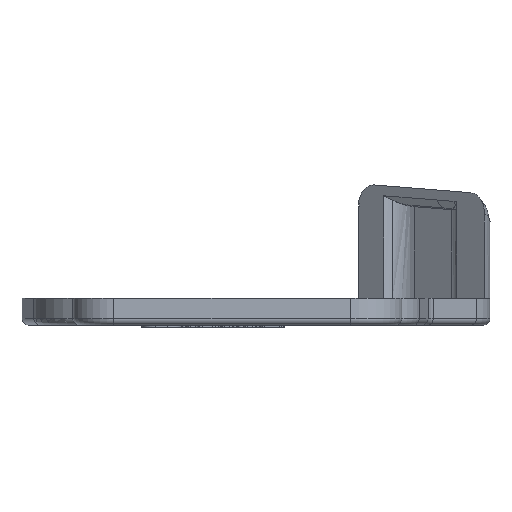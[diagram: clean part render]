
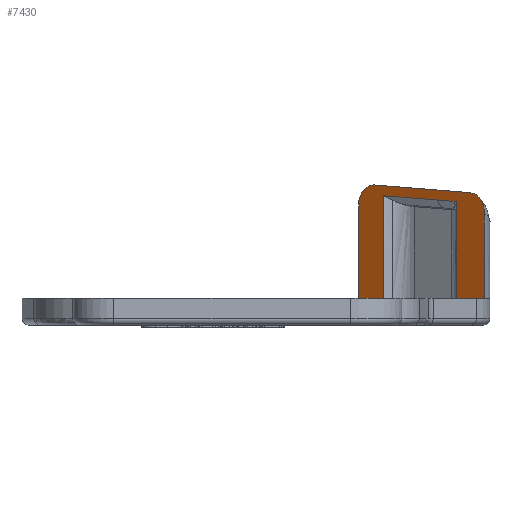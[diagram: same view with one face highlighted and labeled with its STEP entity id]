
A CAD part, left-side view. The second image highlights one B-rep face of the part: STEP entity #7430.
In plain terms, the highlighted planar face has unit normal (-0.79, 0.613, 0).
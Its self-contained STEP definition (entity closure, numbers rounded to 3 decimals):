
#7252=CARTESIAN_POINT('',(129.292,169.05,10.922));
#7253=DIRECTION('',(-0.79,0.613,-0.));
#7254=DIRECTION('',(-0.613,-0.79,-0.));
#7255=AXIS2_PLACEMENT_3D('',#7252,#7253,#7254);
#7256=PLANE('',#7255);
#7257=CARTESIAN_POINT('',(137.315,179.386,38.774));
#7258=VERTEX_POINT('',#7257);
#7259=CARTESIAN_POINT('',(137.315,179.386,8.));
#7260=VERTEX_POINT('',#7259);
#7261=CARTESIAN_POINT('',(137.315,179.386,38.774));
#7262=DIRECTION('',(0.,0.,-1.));
#7263=VECTOR('',#7262,30.774);
#7264=LINE('',#7261,#7263);
#7265=EDGE_CURVE('',#7258,#7260,#7264,.T.);
#7266=ORIENTED_EDGE('',*,*,#7265,.F.);
#7267=CARTESIAN_POINT('',(125.117,163.673,37.517));
#7268=VERTEX_POINT('',#7267);
#7269=CARTESIAN_POINT('',(125.117,163.673,37.517));
#7270=CARTESIAN_POINT('',(129.183,168.911,37.935));
#7271=CARTESIAN_POINT('',(133.249,174.148,38.354));
#7272=CARTESIAN_POINT('',(137.315,179.386,38.774));
#7273=B_SPLINE_CURVE_WITH_KNOTS('',3,(#7269,#7270,#7271,#7272),.UNSPECIFIED.,.F.,.F.,(4,4),(0.,0.02),.UNSPECIFIED.);
#7274=EDGE_CURVE('',#7268,#7258,#7273,.T.);
#7275=ORIENTED_EDGE('',*,*,#7274,.F.);
#7276=CARTESIAN_POINT('',(120.98,158.343,37.092));
#7277=VERTEX_POINT('',#7276);
#7278=CARTESIAN_POINT('',(125.117,163.673,37.517));
#7279=CARTESIAN_POINT('',(123.738,161.897,37.376));
#7280=CARTESIAN_POINT('',(122.359,160.12,37.234));
#7281=CARTESIAN_POINT('',(120.98,158.343,37.092));
#7282=B_SPLINE_CURVE_WITH_KNOTS('',3,(#7278,#7279,#7280,#7281),.UNSPECIFIED.,.F.,.F.,(4,4),(0.,0.007),.UNSPECIFIED.);
#7283=EDGE_CURVE('',#7268,#7277,#7282,.T.);
#7284=ORIENTED_EDGE('',*,*,#7283,.T.);
#7285=CARTESIAN_POINT('',(120.359,157.543,37.029));
#7286=VERTEX_POINT('',#7285);
#7287=CARTESIAN_POINT('',(120.359,157.543,37.029));
#7288=CARTESIAN_POINT('',(120.566,157.81,37.05));
#7289=CARTESIAN_POINT('',(120.773,158.077,37.071));
#7290=CARTESIAN_POINT('',(120.98,158.343,37.092));
#7291=B_SPLINE_CURVE_WITH_KNOTS('',3,(#7287,#7288,#7289,#7290),.UNSPECIFIED.,.F.,.F.,(4,4),(0.,0.001),.UNSPECIFIED.);
#7292=EDGE_CURVE('',#7286,#7277,#7291,.T.);
#7293=ORIENTED_EDGE('',*,*,#7292,.F.);
#7294=CARTESIAN_POINT('',(120.359,157.543,8.));
#7295=VERTEX_POINT('',#7294);
#7296=CARTESIAN_POINT('',(120.359,157.543,8.));
#7297=DIRECTION('',(-0.,-0.,1.));
#7298=VECTOR('',#7297,29.029);
#7299=LINE('',#7296,#7298);
#7300=EDGE_CURVE('',#7295,#7286,#7299,.T.);
#7301=ORIENTED_EDGE('',*,*,#7300,.F.);
#7302=CARTESIAN_POINT('',(113.918,149.247,8.));
#7303=VERTEX_POINT('',#7302);
#7304=CARTESIAN_POINT('',(113.918,149.247,8.));
#7305=DIRECTION('',(0.613,0.79,0.));
#7306=VECTOR('',#7305,10.503);
#7307=LINE('',#7304,#7306);
#7308=EDGE_CURVE('',#7303,#7295,#7307,.T.);
#7309=ORIENTED_EDGE('',*,*,#7308,.F.);
#7310=CARTESIAN_POINT('',(113.918,149.247,33.615));
#7311=VERTEX_POINT('',#7310);
#7312=CARTESIAN_POINT('',(113.918,149.247,33.615));
#7313=DIRECTION('',(0.,-0.,-1.));
#7314=VECTOR('',#7313,25.615);
#7315=LINE('',#7312,#7314);
#7316=EDGE_CURVE('',#7311,#7303,#7315,.T.);
#7317=ORIENTED_EDGE('',*,*,#7316,.F.);
#7318=CARTESIAN_POINT('',(117.113,153.362,39.7));
#7319=VERTEX_POINT('',#7318);
#7320=CARTESIAN_POINT('',(117.113,153.362,39.7));
#7321=CARTESIAN_POINT('',(116.885,153.069,39.676));
#7322=CARTESIAN_POINT('',(116.664,152.784,39.614));
#7323=CARTESIAN_POINT('',(116.448,152.506,39.515));
#7324=CARTESIAN_POINT('',(116.34,152.366,39.465));
#7325=CARTESIAN_POINT('',(116.233,152.229,39.406));
#7326=CARTESIAN_POINT('',(116.128,152.094,39.337));
#7327=CARTESIAN_POINT('',(116.023,151.958,39.268));
#7328=CARTESIAN_POINT('',(115.919,151.825,39.19));
#7329=CARTESIAN_POINT('',(115.82,151.697,39.104));
#7330=CARTESIAN_POINT('',(115.621,151.44,38.932));
#7331=CARTESIAN_POINT('',(115.434,151.2,38.728));
#7332=CARTESIAN_POINT('',(115.26,150.975,38.493));
#7333=CARTESIAN_POINT('',(115.173,150.863,38.376));
#7334=CARTESIAN_POINT('',(115.088,150.754,38.25));
#7335=CARTESIAN_POINT('',(115.009,150.652,38.119));
#7336=CARTESIAN_POINT('',(114.929,150.55,37.988));
#7337=CARTESIAN_POINT('',(114.854,150.453,37.852));
#7338=CARTESIAN_POINT('',(114.783,150.361,37.71));
#7339=CARTESIAN_POINT('',(114.712,150.269,37.569));
#7340=CARTESIAN_POINT('',(114.645,150.183,37.421));
#7341=CARTESIAN_POINT('',(114.582,150.102,37.269));
#7342=CARTESIAN_POINT('',(114.519,150.021,37.116));
#7343=CARTESIAN_POINT('',(114.46,149.944,36.958));
#7344=CARTESIAN_POINT('',(114.405,149.874,36.796));
#7345=CARTESIAN_POINT('',(114.296,149.734,36.472));
#7346=CARTESIAN_POINT('',(114.207,149.618,36.136));
#7347=CARTESIAN_POINT('',(114.134,149.525,35.788));
#7348=CARTESIAN_POINT('',(114.098,149.479,35.615));
#7349=CARTESIAN_POINT('',(114.067,149.438,35.438));
#7350=CARTESIAN_POINT('',(114.04,149.403,35.259));
#7351=CARTESIAN_POINT('',(114.012,149.368,35.08));
#7352=CARTESIAN_POINT('',(113.99,149.339,34.898));
#7353=CARTESIAN_POINT('',(113.972,149.316,34.716));
#7354=CARTESIAN_POINT('',(113.936,149.269,34.352));
#7355=CARTESIAN_POINT('',(113.918,149.247,33.985));
#7356=CARTESIAN_POINT('',(113.918,149.247,33.615));
#7357=B_SPLINE_CURVE_WITH_KNOTS('',3,(#7320,#7321,#7322,#7323,#7324,#7325,#7326,#7327,#7328,#7329,#7330,#7331,#7332,#7333,#7334,#7335,#7336,#7337,#7338,#7339,#7340,#7341,#7342,#7343,#7344,#7345,
#7346,#7347,#7348,#7349,#7350,#7351,#7352,#7353,#7354,#7355,#7356),.UNSPECIFIED.,.F.,.F.,(4,3,3,3,3,3,3,3,3,3,3,3,4),(0.,0.001,0.002,0.002,0.003,0.004,0.004,0.005,0.005,0.007,0.007,0.008,0.009),.UNSPECIFIED.);
#7358=EDGE_CURVE('',#7319,#7311,#7357,.T.);
#7359=ORIENTED_EDGE('',*,*,#7358,.F.);
#7360=CARTESIAN_POINT('',(139.604,182.335,42.009));
#7361=VERTEX_POINT('',#7360);
#7362=CARTESIAN_POINT('',(117.113,153.362,39.7));
#7363=CARTESIAN_POINT('',(124.61,163.02,40.466));
#7364=CARTESIAN_POINT('',(132.107,172.677,41.236));
#7365=CARTESIAN_POINT('',(139.604,182.335,42.009));
#7366=B_SPLINE_CURVE_WITH_KNOTS('',3,(#7362,#7363,#7364,#7365),.UNSPECIFIED.,.F.,.F.,(4,4),(0.001,0.037),.UNSPECIFIED.);
#7367=EDGE_CURVE('',#7319,#7361,#7366,.T.);
#7368=ORIENTED_EDGE('',*,*,#7367,.T.);
#7369=CARTESIAN_POINT('',(143.217,186.989,36.041));
#7370=VERTEX_POINT('',#7369);
#7371=CARTESIAN_POINT('',(143.217,186.989,36.041));
#7372=CARTESIAN_POINT('',(143.205,186.973,36.434));
#7373=CARTESIAN_POINT('',(143.175,186.934,36.82));
#7374=CARTESIAN_POINT('',(143.126,186.872,37.2));
#7375=CARTESIAN_POINT('',(143.078,186.809,37.58));
#7376=CARTESIAN_POINT('',(143.011,186.724,37.954));
#7377=CARTESIAN_POINT('',(142.924,186.611,38.32));
#7378=CARTESIAN_POINT('',(142.837,186.499,38.687));
#7379=CARTESIAN_POINT('',(142.731,186.363,39.037));
#7380=CARTESIAN_POINT('',(142.608,186.204,39.367));
#7381=CARTESIAN_POINT('',(142.484,186.044,39.696));
#7382=CARTESIAN_POINT('',(142.342,185.861,40.007));
#7383=CARTESIAN_POINT('',(142.179,185.651,40.296));
#7384=CARTESIAN_POINT('',(142.097,185.546,40.44));
#7385=CARTESIAN_POINT('',(142.011,185.435,40.579));
#7386=CARTESIAN_POINT('',(141.921,185.319,40.708));
#7387=CARTESIAN_POINT('',(141.831,185.204,40.836));
#7388=CARTESIAN_POINT('',(141.738,185.084,40.957));
#7389=CARTESIAN_POINT('',(141.641,184.959,41.069));
#7390=CARTESIAN_POINT('',(141.544,184.834,41.18));
#7391=CARTESIAN_POINT('',(141.444,184.704,41.283));
#7392=CARTESIAN_POINT('',(141.339,184.57,41.378));
#7393=CARTESIAN_POINT('',(141.235,184.435,41.472));
#7394=CARTESIAN_POINT('',(141.126,184.295,41.557));
#7395=CARTESIAN_POINT('',(141.014,184.151,41.632));
#7396=CARTESIAN_POINT('',(140.791,183.863,41.783));
#7397=CARTESIAN_POINT('',(140.561,183.567,41.889));
#7398=CARTESIAN_POINT('',(140.325,183.264,41.952));
#7399=CARTESIAN_POINT('',(140.089,182.96,42.015));
#7400=CARTESIAN_POINT('',(139.846,182.646,42.034));
#7401=CARTESIAN_POINT('',(139.604,182.335,42.009));
#7402=B_SPLINE_CURVE_WITH_KNOTS('',3,(#7371,#7372,#7373,#7374,#7375,#7376,#7377,#7378,#7379,#7380,#7381,#7382,#7383,#7384,#7385,#7386,#7387,#7388,#7389,#7390,#7391,#7392,#7393,#7394,#7395,#7396,
#7397,#7398,#7399,#7400,#7401),.UNSPECIFIED.,.F.,.F.,(4,3,3,3,3,3,3,3,3,3,4),(0.,0.001,0.002,0.003,0.005,0.005,0.006,0.006,0.007,0.008,0.009),.UNSPECIFIED.);
#7403=EDGE_CURVE('',#7370,#7361,#7402,.T.);
#7404=ORIENTED_EDGE('',*,*,#7403,.F.);
#7405=CARTESIAN_POINT('',(143.223,186.996,35.678));
#7406=VERTEX_POINT('',#7405);
#7407=CARTESIAN_POINT('',(143.223,186.996,35.678));
#7408=CARTESIAN_POINT('',(143.223,186.996,35.799));
#7409=CARTESIAN_POINT('',(143.221,186.993,35.92));
#7410=CARTESIAN_POINT('',(143.217,186.989,36.041));
#7411=B_SPLINE_CURVE_WITH_KNOTS('',3,(#7407,#7408,#7409,#7410),.UNSPECIFIED.,.F.,.F.,(4,4),(0.,0.),.UNSPECIFIED.);
#7412=EDGE_CURVE('',#7406,#7370,#7411,.T.);
#7413=ORIENTED_EDGE('',*,*,#7412,.F.);
#7414=CARTESIAN_POINT('',(143.223,186.996,8.));
#7415=VERTEX_POINT('',#7414);
#7416=CARTESIAN_POINT('',(143.223,186.996,8.));
#7417=DIRECTION('',(-0.,0.,1.));
#7418=VECTOR('',#7417,27.678);
#7419=LINE('',#7416,#7418);
#7420=EDGE_CURVE('',#7415,#7406,#7419,.T.);
#7421=ORIENTED_EDGE('',*,*,#7420,.F.);
#7422=CARTESIAN_POINT('',(137.315,179.386,8.));
#7423=DIRECTION('',(0.613,0.79,0.));
#7424=VECTOR('',#7423,9.634);
#7425=LINE('',#7422,#7424);
#7426=EDGE_CURVE('',#7260,#7415,#7425,.T.);
#7427=ORIENTED_EDGE('',*,*,#7426,.F.);
#7428=EDGE_LOOP('',(#7266,#7275,#7284,#7293,#7301,#7309,#7317,#7359,#7368,#7404,#7413,#7421,#7427));
#7429=FACE_BOUND('',#7428,.T.);
#7430=ADVANCED_FACE('',(#7429),#7256,.T.);
